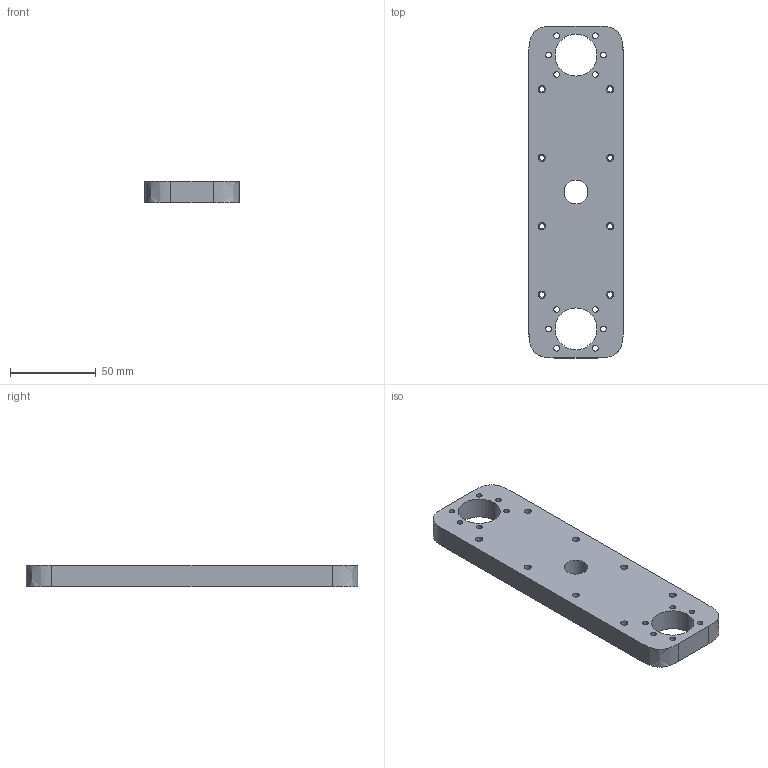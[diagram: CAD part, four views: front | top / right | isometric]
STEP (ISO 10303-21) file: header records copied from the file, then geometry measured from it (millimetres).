
FILE_DESCRIPTION (( 'STEP AP214' ), '1' );
FILE_NAME ('Cross Head.STEP', '2025-12-07T22:53:34', ( '' ), ( '' ), 'SwSTEP 2.0', 'SolidWorks 2025', '' );
FILE_SCHEMA (( 'AUTOMOTIVE_DESIGN' ));
Length unit declared in the file: millimetre
Products named in the file (1): Cross Head
Bounding box: 55 x 194 x 12.7 mm (x, y, z)
Volume: 117382.2 mm3; surface area: 30059.2 mm2
Topology: 1 solids, 1 shells, 72 faces, 194 edges, 124 vertices
Faces by surface type: cylinder 46, cone 16, plane 6, bspline 4
Entity records: 2917 total; most frequent: CARTESIAN_POINT 939, DIRECTION 424, ORIENTED_EDGE 388, EDGE_CURVE 194, AXIS2_PLACEMENT_3D 177, VERTEX_POINT 124, EDGE_LOOP 118, CIRCLE 108
